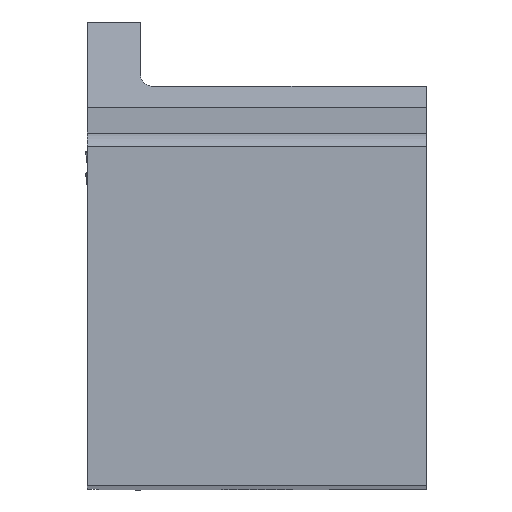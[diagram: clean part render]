
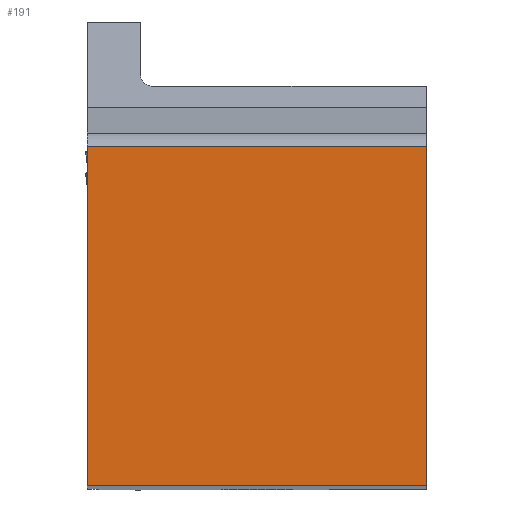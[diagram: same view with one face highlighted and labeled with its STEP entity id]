
A CAD part, top view. The second image highlights one B-rep face of the part: STEP entity #191.
In plain terms, the highlighted planar face has unit normal (0, 0, 1).
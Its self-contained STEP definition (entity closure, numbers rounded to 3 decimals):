
#191=ADVANCED_FACE('',(#374),#300,.T.);
#300=PLANE('',#2817);
#374=FACE_OUTER_BOUND('',#504,.T.);
#504=EDGE_LOOP('',(#843,#844,#845,#846));
#843=ORIENTED_EDGE('',*,*,#1741,.F.);
#844=ORIENTED_EDGE('',*,*,#1715,.F.);
#845=ORIENTED_EDGE('',*,*,#1744,.F.);
#846=ORIENTED_EDGE('',*,*,#1726,.F.);
#1426=VERTEX_POINT('',#4573);
#1427=VERTEX_POINT('',#4575);
#1436=VERTEX_POINT('',#4597);
#1437=VERTEX_POINT('',#4598);
#1715=EDGE_CURVE('',#1426,#1427,#2324,.T.);
#1726=EDGE_CURVE('',#1436,#1437,#2334,.T.);
#1741=EDGE_CURVE('',#1427,#1436,#2346,.T.);
#1744=EDGE_CURVE('',#1437,#1426,#2347,.T.);
#2324=LINE('',#4574,#2526);
#2334=LINE('',#4596,#2536);
#2346=LINE('',#4625,#2548);
#2347=LINE('',#4631,#2549);
#2526=VECTOR('',#3178,1.);
#2536=VECTOR('',#3194,1.);
#2548=VECTOR('',#3214,1.);
#2549=VECTOR('',#3221,1.);
#2817=AXIS2_PLACEMENT_3D('',#4632,#3222,#3223);
#3178=DIRECTION('',(0.,-1.,0.));
#3194=DIRECTION('',(0.,1.,0.));
#3214=DIRECTION('',(-1.,0.,0.));
#3221=DIRECTION('',(1.,0.,0.));
#3222=DIRECTION('',(0.,0.,1.));
#3223=DIRECTION('',(-1.,0.,0.));
#4573=CARTESIAN_POINT('',(0.,15.875,0.));
#4574=CARTESIAN_POINT('',(0.,15.875,0.));
#4575=CARTESIAN_POINT('',(0.,0.,0.));
#4596=CARTESIAN_POINT('',(-15.875,0.,0.));
#4597=CARTESIAN_POINT('',(-15.875,0.,0.));
#4598=CARTESIAN_POINT('',(-15.875,15.875,0.));
#4625=CARTESIAN_POINT('',(0.,0.,0.));
#4631=CARTESIAN_POINT('',(-15.875,15.875,0.));
#4632=CARTESIAN_POINT('',(-7.938,7.938,0.));
